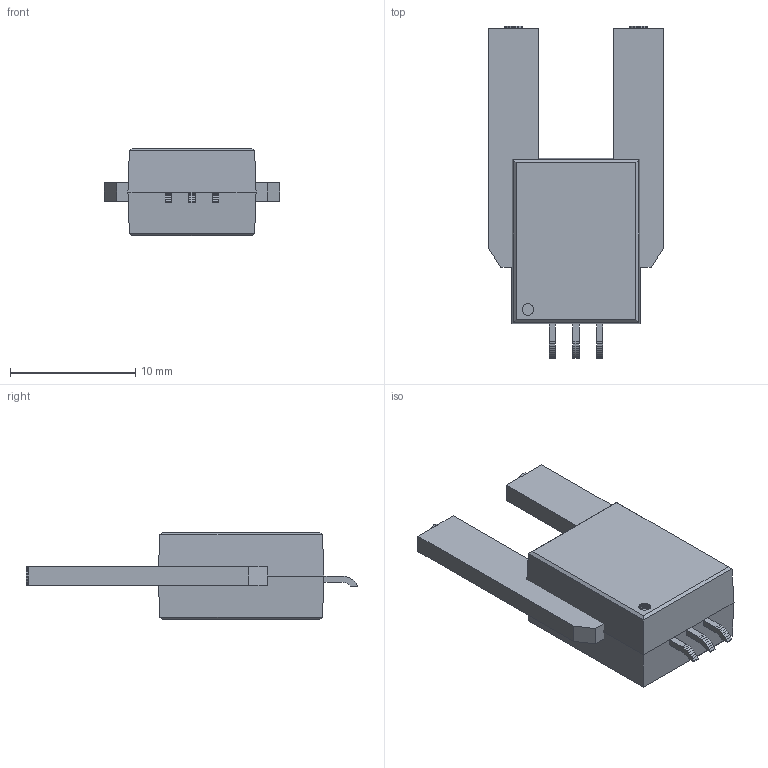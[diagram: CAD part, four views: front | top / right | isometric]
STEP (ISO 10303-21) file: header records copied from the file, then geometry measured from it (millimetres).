
FILE_DESCRIPTION(('FreeCAD Model'),'2;1');
FILE_NAME('ACS758ECB-200B-PFF-T.step','2020-03-28T18:30:48',('Author'),(''), 'Open CASCADE STEP processor 7.3','FreeCAD','Unknown');
FILE_SCHEMA(('AUTOMOTIVE_DESIGN { 1 0 10303 214 1 1 1 1 }'));
Length unit declared in the file: millimetre
Products named in the file (1): Cut
Bounding box: 14 x 26.55 x 7 mm (x, y, z)
Surface area: 1034.1 mm2 (no closed solid volume)
Topology: 0 solids, 4 shells, 210 faces, 584 edges, 380 vertices
Faces by surface type: plane 210
Entity records: 15523 total; most frequent: CARTESIAN_POINT 2343, DIRECTION 2150, LINE 1728, VECTOR 1728, ORIENTED_EDGE 1156, PCURVE 1156, DEFINITIONAL_REPRESENTATION 1156, EDGE_CURVE 584
